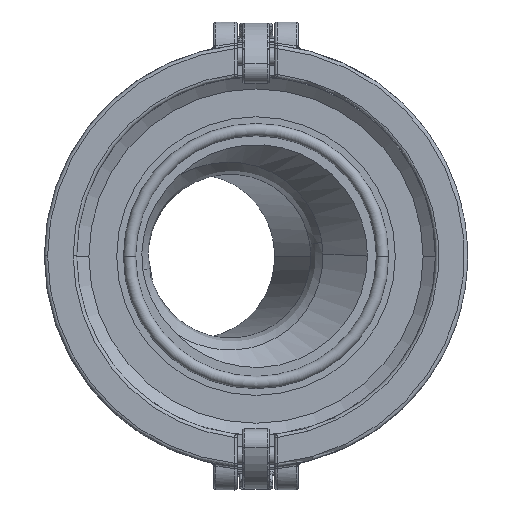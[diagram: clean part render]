
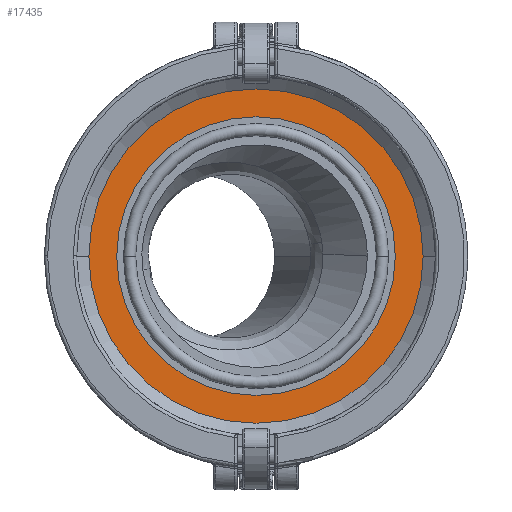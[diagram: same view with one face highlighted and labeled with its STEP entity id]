
A CAD part, top view. The second image highlights one B-rep face of the part: STEP entity #17435.
In plain terms, the highlighted planar face has unit normal (0, 0, 1).
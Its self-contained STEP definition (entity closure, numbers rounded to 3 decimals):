
#97 = CARTESIAN_POINT ( 'NONE',  ( 62.5, 0., -37.5 ) ) ;
#1188 = CIRCLE ( 'NONE', #22804, 62.5 ) ;
#1776 = EDGE_CURVE ( 'NONE', #16200, #12364, #16553, .T. ) ;
#1787 = CARTESIAN_POINT ( 'NONE',  ( 0., 0., -37.5 ) ) ;
#1805 = EDGE_CURVE ( 'NONE', #4763, #7937, #1188, .T. ) ;
#1847 = CARTESIAN_POINT ( 'NONE',  ( 0., 0., -37.5 ) ) ;
#2627 = CIRCLE ( 'NONE', #14890, 62.5 ) ;
#3716 = DIRECTION ( 'NONE',  ( 1., 0., 0. ) ) ;
#3781 = DIRECTION ( 'NONE',  ( 1., 0., 0. ) ) ;
#3968 = ORIENTED_EDGE ( 'NONE', *, *, #16216, .F. ) ;
#4763 = VERTEX_POINT ( 'NONE', #11347 ) ;
#5303 = FACE_BOUND ( 'NONE', #9464, .T. ) ;
#6020 = AXIS2_PLACEMENT_3D ( 'NONE', #7248, #16855, #11180 ) ;
#7248 = CARTESIAN_POINT ( 'NONE',  ( 0., 62.5, -37.5 ) ) ;
#7937 = VERTEX_POINT ( 'NONE', #97 ) ;
#9222 = PLANE ( 'NONE',  #6020 ) ;
#9464 = EDGE_LOOP ( 'NONE', ( #3968, #19240 ) ) ;
#9719 = ORIENTED_EDGE ( 'NONE', *, *, #1776, .T. ) ;
#11180 = DIRECTION ( 'NONE',  ( -1., 0., 0. ) ) ;
#11347 = CARTESIAN_POINT ( 'NONE',  ( -62.5, 0., -37.5 ) ) ;
#12364 = VERTEX_POINT ( 'NONE', #16308 ) ;
#13307 = CARTESIAN_POINT ( 'NONE',  ( 75., 0., -37.5 ) ) ;
#14890 = AXIS2_PLACEMENT_3D ( 'NONE', #1787, #15282, #3716 ) ;
#15282 = DIRECTION ( 'NONE',  ( 0., 0., 1. ) ) ;
#15341 = DIRECTION ( 'NONE',  ( 0., 0., 1. ) ) ;
#16200 = VERTEX_POINT ( 'NONE', #13307 ) ;
#16216 = EDGE_CURVE ( 'NONE', #7937, #4763, #2627, .T. ) ;
#16308 = CARTESIAN_POINT ( 'NONE',  ( -75., 0., -37.5 ) ) ;
#16553 = CIRCLE ( 'NONE', #23129, 75. ) ;
#16666 = EDGE_CURVE ( 'NONE', #12364, #16200, #23182, .T. ) ;
#16855 = DIRECTION ( 'NONE',  ( 0., 0., -1. ) ) ;
#17435 = ADVANCED_FACE ( 'NONE', ( #5303, #21713 ), #9222, .F. ) ;
#18204 = AXIS2_PLACEMENT_3D ( 'NONE', #1847, #15341, #3781 ) ;
#19240 = ORIENTED_EDGE ( 'NONE', *, *, #1805, .F. ) ;
#19840 = ORIENTED_EDGE ( 'NONE', *, *, #16666, .T. ) ;
#20334 = DIRECTION ( 'NONE',  ( 1., 0., 0. ) ) ;
#20339 = DIRECTION ( 'NONE',  ( 0., 0., 1. ) ) ;
#20364 = CARTESIAN_POINT ( 'NONE',  ( 0., 0., -37.5 ) ) ;
#20417 = DIRECTION ( 'NONE',  ( 1., 0., 0. ) ) ;
#20438 = DIRECTION ( 'NONE',  ( 0., 0., 1. ) ) ;
#20470 = CARTESIAN_POINT ( 'NONE',  ( 0., 0., -37.5 ) ) ;
#21713 = FACE_OUTER_BOUND ( 'NONE', #22202, .T. ) ;
#22202 = EDGE_LOOP ( 'NONE', ( #9719, #19840 ) ) ;
#22804 = AXIS2_PLACEMENT_3D ( 'NONE', #20364, #20339, #20334 ) ;
#23129 = AXIS2_PLACEMENT_3D ( 'NONE', #20470, #20438, #20417 ) ;
#23182 = CIRCLE ( 'NONE', #18204, 75. ) ;
